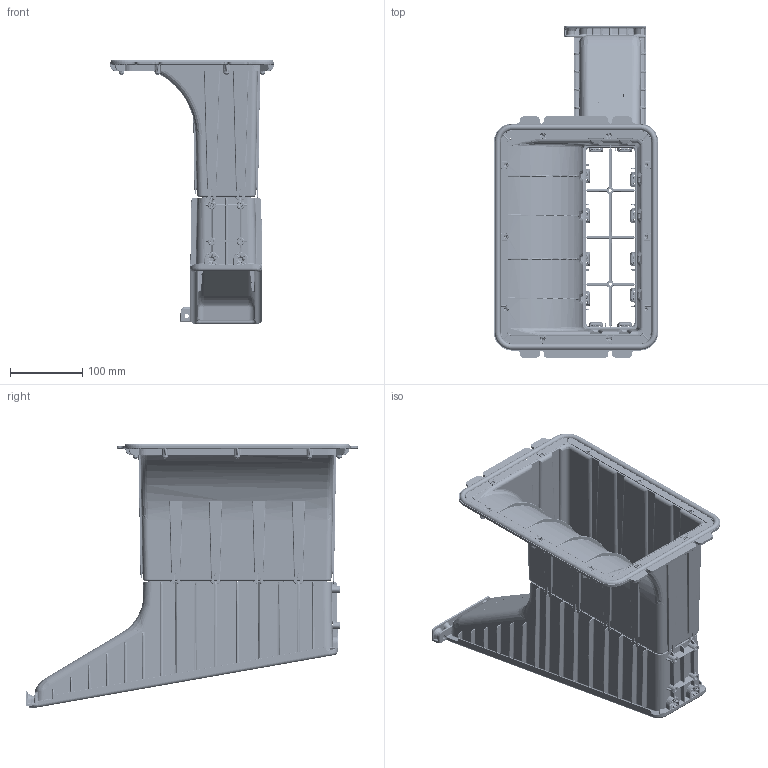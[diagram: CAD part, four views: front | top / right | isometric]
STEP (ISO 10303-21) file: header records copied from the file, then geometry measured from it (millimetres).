
FILE_DESCRIPTION((''),'2;1');
FILE_NAME('DANFOSS_IC7_AIR_DUCT_SHORT','2025-01-08T13:56:47',('U388355'),('Danfoss Drives'),'CREO PARAMETRIC BY PTC INC, 2022124','CREO PARAMETRIC BY PTC INC, 2022124','');
FILE_SCHEMA(('CONFIG_CONTROL_DESIGN','GEOMETRIC_VALIDATION_PROPERTIES_MIM'));
Products named in the file (1): DANFOSS_IC7_AIR_DUCT_SHORT
Bounding box: 227.28 x 459.71 x 366.88 mm (x, y, z)
Surface area: 746078.4 mm2 (no closed solid volume)
Topology: 0 solids, 134 shells, 7251 faces, 21448 edges, 13386 vertices
Faces by surface type: cylinder 2859, bspline 2072, plane 1435, torus 467, cone 220, sphere 179, revolution 11, extrusion 8
Entity records: 394012 total; most frequent: CARTESIAN_POINT 172702, ORIENTED_EDGE 36812, DIRECTION 29674, EDGE_CURVE 21050, VERTEX_POINT 13386, AXIS2_PLACEMENT_3D 10698, VECTOR 8267, LINE 8259
